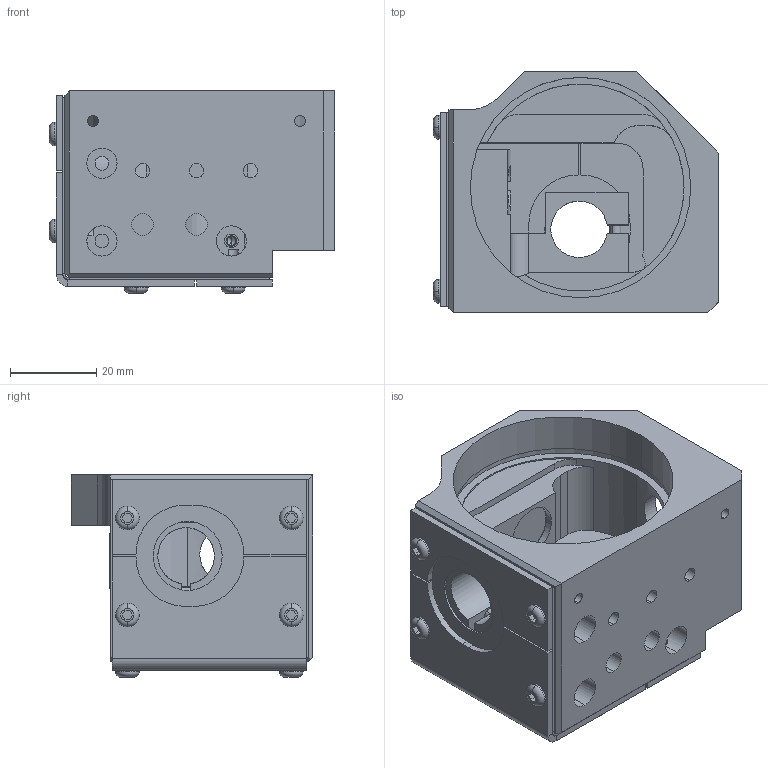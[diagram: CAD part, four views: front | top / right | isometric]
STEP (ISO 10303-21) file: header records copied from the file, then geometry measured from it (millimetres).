
FILE_DESCRIPTION (( 'STEP AP214' ), '1' );
FILE_NAME ('GCM102_M.STEP', '2016-07-06T12:26:11', ( '' ), ( '' ), 'SwSTEP 2.0', 'SolidWorks 2016', '' );
FILE_SCHEMA (( 'AUTOMOTIVE_DESIGN' ));
Length unit declared in the file: millimetre
Products named in the file (1): GCM102_M
Bounding box: 66.1 x 56 x 46.9 mm (x, y, z)
Surface area: 33160.4 mm2 (no closed solid volume)
Topology: 0 solids, 33 shells, 364 faces, 1468 edges, 1112 vertices
Faces by surface type: plane 205, cylinder 122, torus 16, cone 14, bspline 7
Entity records: 21000 total; most frequent: CARTESIAN_POINT 4803, DIRECTION 2528, ORIENTED_EDGE 2204, EDGE_CURVE 1464, VERTEX_POINT 1112, VECTOR 904, LINE 904, AXIS2_PLACEMENT_3D 812
